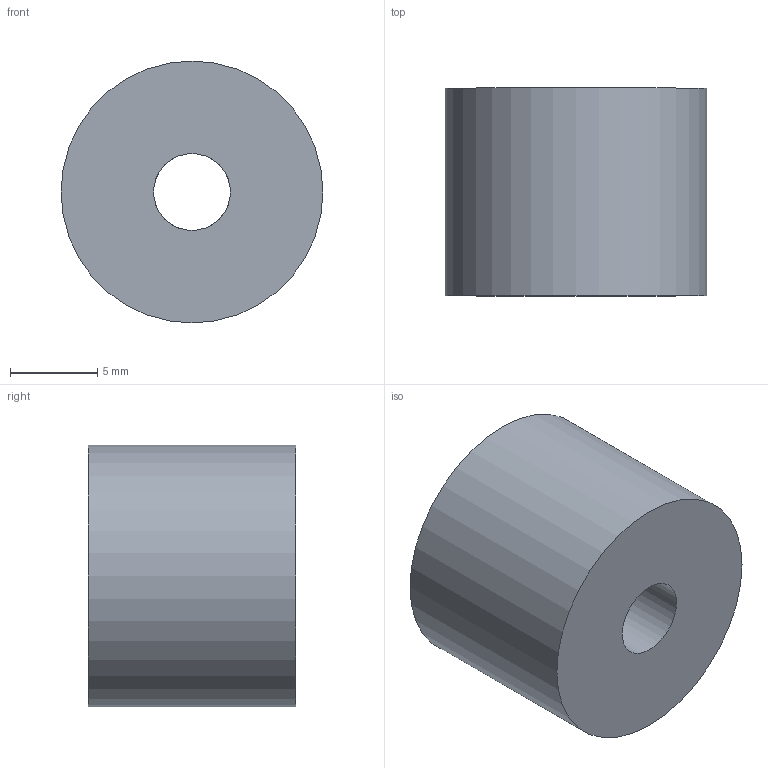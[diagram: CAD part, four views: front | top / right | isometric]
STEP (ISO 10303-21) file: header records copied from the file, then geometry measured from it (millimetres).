
FILE_DESCRIPTION(('TFLEX Exchange Step'),'2;1');
FILE_NAME(' ведомый каток 2(д).stp', '2022-03-31T12:15:42+03:00',('ilya'),('Unknown organisation'),'TFLEX Exchange 2022.0','T-FLEX CAD','Unknown authorisation');
FILE_SCHEMA( ('AUTOMOTIVE_DESIGN { 1 0 10303 214 1 1 1 1 }') );
Length unit declared in the file: millimetre
Products named in the file (1): Nodes
Bounding box: 15 x 11.9 x 15 mm (x, y, z)
Volume: 1759.2 mm3; surface area: 1189.1 mm2
Topology: 1 solids, 1 shells, 66 faces, 160 edges, 106 vertices
Faces by surface type: plane 60, cylinder 4, bspline 2
Full cylindrical faces by diameter (mm): 4.4 x1, 6 x1, 12 x1, 15 x1
Entity records: 2082 total; most frequent: CARTESIAN_POINT 505, ORIENTED_EDGE 320, DIRECTION 294, EDGE_CURVE 160, VECTOR 148, LINE 148, VERTEX_POINT 106, EDGE_LOOP 78
